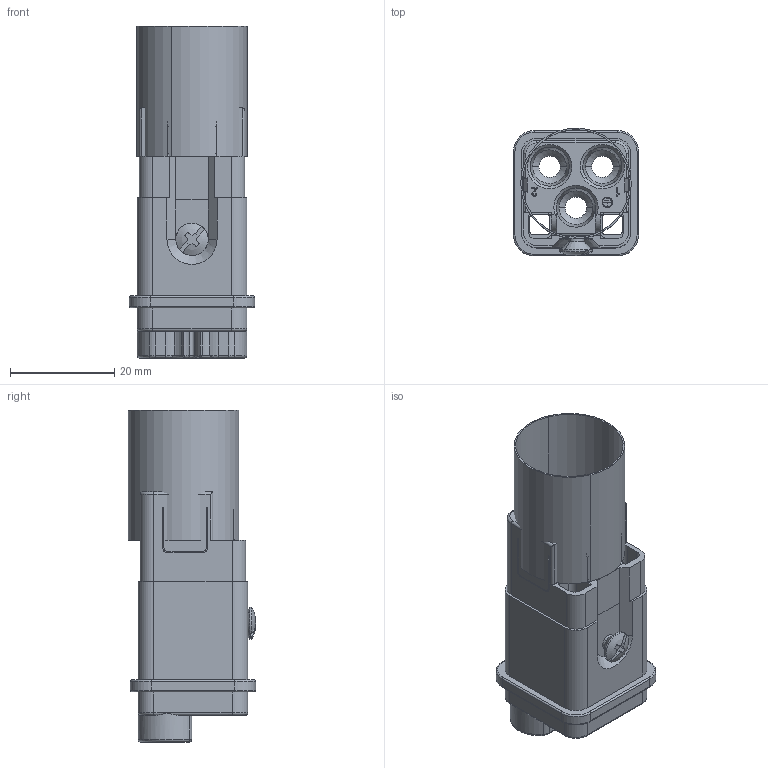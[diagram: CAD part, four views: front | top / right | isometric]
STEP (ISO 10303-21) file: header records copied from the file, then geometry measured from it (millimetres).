
FILE_DESCRIPTION(('Creo Elements/Direct Modeling STEP Export'),'2;1');
FILE_NAME('0ln7uvk4qr4j56e4272','2019-05-22T 9:12:41',(''),(''),'Creo Elements/Direct Modeling STEP processor for AP214 (Solid Model)','Creo Elements/Direct Modeling 20.1B 02-Apr-2019 (C) Parametric Technology GmbH','');
FILE_SCHEMA(('AUTOMOTIVE_DESIGN { 1 0 10303 214 1 1 1 1 }'));
Length unit declared in the file: millimetre
Products named in the file (4): GUAINA_TERMORETRAIBILE_ø20.6; CQ4M_02H
Assembly tree (2 placements, depth 2):
  GUAINA_TERMORETRAIBILE_ø20.6
    GUAINA_TERMORETRAIBILE_ø20.6
  CQ4M_02H
    CQ4M_02H
Bounding box: 24 x 24.42 x 63.65 mm (x, y, z)
Volume: 11894.1 mm3; surface area: 12046.1 mm2
Topology: 2 solids, 2 shells, 417 faces, 1180 edges, 786 vertices
Faces by surface type: plane 235, cylinder 130, torus 28, cone 20, sphere 4
Entity records: 14381 total; most frequent: CARTESIAN_POINT 3079, ORIENTED_EDGE 2356, DIRECTION 2120, EDGE_CURVE 1178, VERTEX_POINT 786, VECTOR 782, LINE 782, AXIS2_PLACEMENT_3D 669
